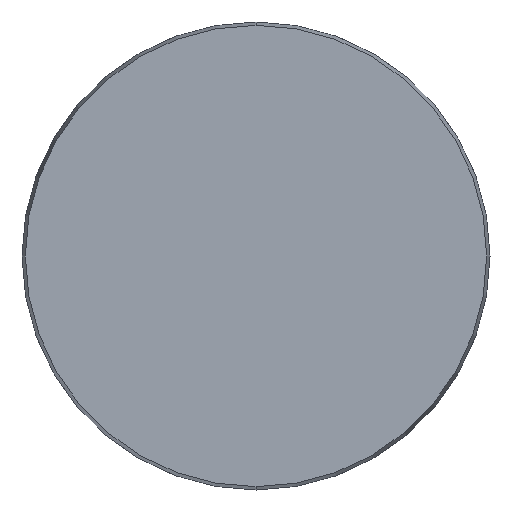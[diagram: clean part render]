
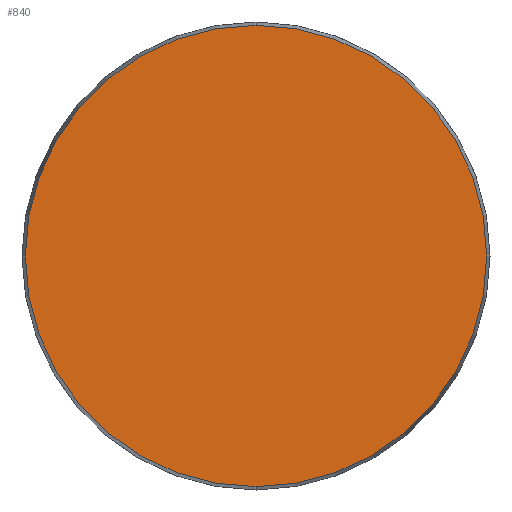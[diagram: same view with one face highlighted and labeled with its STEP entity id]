
A CAD part, front view. The second image highlights one B-rep face of the part: STEP entity #840.
In plain terms, the highlighted planar face has unit normal (0, -1, 0).
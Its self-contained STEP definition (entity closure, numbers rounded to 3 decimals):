
#23 = CARTESIAN_POINT ( 'NONE',  ( 0., 0., 0. ) ) ;
#52 = CARTESIAN_POINT ( 'NONE',  ( 0., 0., 0. ) ) ;
#150 = CARTESIAN_POINT ( 'NONE',  ( 0., 0., -59.143 ) ) ;
#175 = VERTEX_POINT ( 'NONE', #150 ) ;
#230 = EDGE_LOOP ( 'NONE', ( #1283, #793 ) ) ;
#245 = EDGE_CURVE ( 'NONE', #351, #175, #408, .T. ) ;
#253 = DIRECTION ( 'NONE',  ( 0., 0., -1. ) ) ;
#284 = FACE_OUTER_BOUND ( 'NONE', #230, .T. ) ;
#351 = VERTEX_POINT ( 'NONE', #419 ) ;
#408 = CIRCLE ( 'NONE', #492, 59.143 ) ;
#419 = CARTESIAN_POINT ( 'NONE',  ( 0., 0., 59.143 ) ) ;
#492 = AXIS2_PLACEMENT_3D ( 'NONE', #52, #966, #253 ) ;
#508 = DIRECTION ( 'NONE',  ( 0., 1., 0. ) ) ;
#516 = EDGE_CURVE ( 'NONE', #175, #351, #1077, .T. ) ;
#592 = PLANE ( 'NONE',  #1162 ) ;
#629 = DIRECTION ( 'NONE',  ( 0., -1., 0. ) ) ;
#693 = DIRECTION ( 'NONE',  ( 0., 0., 1. ) ) ;
#784 = AXIS2_PLACEMENT_3D ( 'NONE', #23, #629, #1156 ) ;
#793 = ORIENTED_EDGE ( 'NONE', *, *, #516, .T. ) ;
#840 = ADVANCED_FACE ( 'NONE', ( #284 ), #592, .F. ) ;
#966 = DIRECTION ( 'NONE',  ( 0., -1., 0. ) ) ;
#998 = CARTESIAN_POINT ( 'NONE',  ( -59.143, 0., 0. ) ) ;
#1077 = CIRCLE ( 'NONE', #784, 59.143 ) ;
#1156 = DIRECTION ( 'NONE',  ( 0., 0., -1. ) ) ;
#1162 = AXIS2_PLACEMENT_3D ( 'NONE', #998, #508, #693 ) ;
#1283 = ORIENTED_EDGE ( 'NONE', *, *, #245, .T. ) ;
